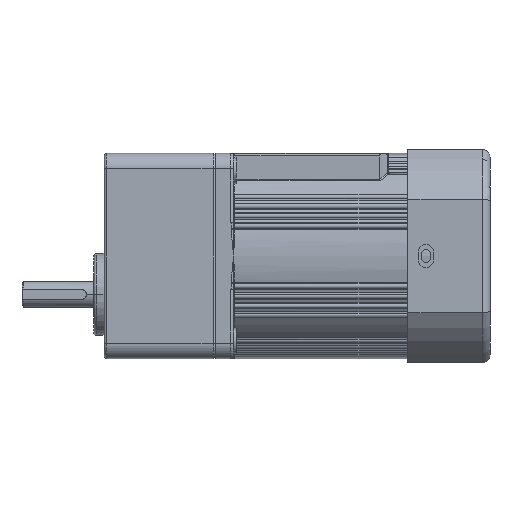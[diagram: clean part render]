
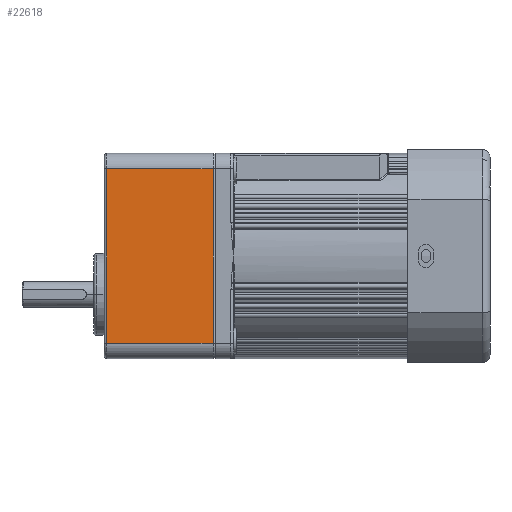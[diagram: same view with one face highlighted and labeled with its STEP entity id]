
A CAD part, left-side view. The second image highlights one B-rep face of the part: STEP entity #22618.
In plain terms, the highlighted face is planar.
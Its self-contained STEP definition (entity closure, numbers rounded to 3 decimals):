
#1018 = FACE_OUTER_BOUND ( 'NONE', #35363, .T. ) ;
#1844 = CARTESIAN_POINT ( 'NONE',  ( 40., 34., -1. ) ) ;
#3174 = DIRECTION ( 'NONE',  ( 0., 0., 1. ) ) ;
#4140 = EDGE_CURVE ( 'NONE', #27252, #20736, #6576, .T. ) ;
#5734 = CARTESIAN_POINT ( 'NONE',  ( 40., 34., -43.5 ) ) ;
#6309 = AXIS2_PLACEMENT_3D ( 'NONE', #6667, #29735, #18129 ) ;
#6576 = LINE ( 'NONE', #32446, #29671 ) ;
#6667 = CARTESIAN_POINT ( 'NONE',  ( 40., 34., -43.5 ) ) ;
#8062 = DIRECTION ( 'NONE',  ( 0., -1., 0. ) ) ;
#10499 = EDGE_CURVE ( 'NONE', #27252, #17762, #32803, .T. ) ;
#13883 = LINE ( 'NONE', #1844, #27832 ) ;
#13901 = CARTESIAN_POINT ( 'NONE',  ( 40., 34., -1. ) ) ;
#14548 = CARTESIAN_POINT ( 'NONE',  ( 40., 34., -42.5 ) ) ;
#15192 = ORIENTED_EDGE ( 'NONE', *, *, #4140, .F. ) ;
#15823 = EDGE_CURVE ( 'NONE', #19101, #20736, #13883, .T. ) ;
#17762 = VERTEX_POINT ( 'NONE', #14548 ) ;
#18129 = DIRECTION ( 'NONE',  ( 0., 1., 0. ) ) ;
#18324 = PLANE ( 'NONE',  #6309 ) ;
#18406 = CARTESIAN_POINT ( 'NONE',  ( 40., 34., -42.5 ) ) ;
#19101 = VERTEX_POINT ( 'NONE', #13901 ) ;
#19448 = LINE ( 'NONE', #5734, #36319 ) ;
#20736 = VERTEX_POINT ( 'NONE', #33365 ) ;
#22031 = EDGE_CURVE ( 'NONE', #17762, #19101, #19448, .T. ) ;
#22083 = ORIENTED_EDGE ( 'NONE', *, *, #15823, .T. ) ;
#22618 = ADVANCED_FACE ( 'NONE', ( #1018 ), #18324, .T. ) ;
#23194 = CARTESIAN_POINT ( 'NONE',  ( 40., -34., -42.5 ) ) ;
#23378 = VECTOR ( 'NONE', #30339, 1000. ) ;
#25060 = DIRECTION ( 'NONE',  ( 0., 0., 1. ) ) ;
#27252 = VERTEX_POINT ( 'NONE', #23194 ) ;
#27832 = VECTOR ( 'NONE', #8062, 1000. ) ;
#29671 = VECTOR ( 'NONE', #3174, 1000. ) ;
#29735 = DIRECTION ( 'NONE',  ( 1., 0., 0. ) ) ;
#30339 = DIRECTION ( 'NONE',  ( 0., 1., 0. ) ) ;
#32446 = CARTESIAN_POINT ( 'NONE',  ( 40., -34., -43.5 ) ) ;
#32803 = LINE ( 'NONE', #18406, #23378 ) ;
#33365 = CARTESIAN_POINT ( 'NONE',  ( 40., -34., -1. ) ) ;
#33429 = ORIENTED_EDGE ( 'NONE', *, *, #22031, .T. ) ;
#35243 = ORIENTED_EDGE ( 'NONE', *, *, #10499, .T. ) ;
#35363 = EDGE_LOOP ( 'NONE', ( #15192, #35243, #33429, #22083 ) ) ;
#36319 = VECTOR ( 'NONE', #25060, 1000. ) ;
